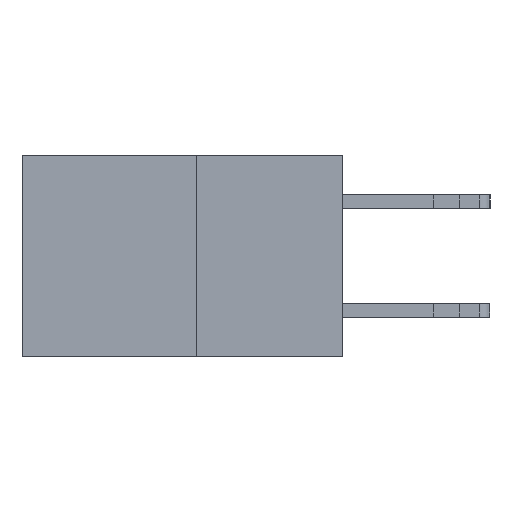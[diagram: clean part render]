
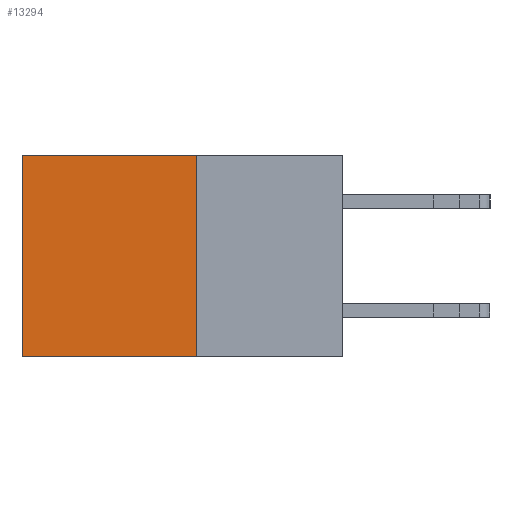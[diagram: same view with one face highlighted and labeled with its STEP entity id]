
A CAD part, left-side view. The second image highlights one B-rep face of the part: STEP entity #13294.
In plain terms, the highlighted planar face has unit normal (-1, 0, 0).
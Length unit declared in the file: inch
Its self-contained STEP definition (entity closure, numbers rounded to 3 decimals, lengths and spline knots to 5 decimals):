
#42 = LINE ( 'NONE', #4647, #2704 ) ;
#595 = VERTEX_POINT ( 'NONE', #7557 ) ;
#734 = VECTOR ( 'NONE', #10793, 39.37008 ) ;
#1314 = VERTEX_POINT ( 'NONE', #2265 ) ;
#1369 = FACE_OUTER_BOUND ( 'NONE', #13328, .T. ) ;
#1403 = PLANE ( 'NONE',  #9067 ) ;
#2265 = CARTESIAN_POINT ( 'NONE',  ( 0.277, 0.59, -0.37 ) ) ;
#2542 = DIRECTION ( 'NONE',  ( 1., 0., 0. ) ) ;
#2704 = VECTOR ( 'NONE', #11448, 39.37008 ) ;
#2816 = EDGE_CURVE ( 'NONE', #6982, #595, #13760, .T. ) ;
#4075 = LINE ( 'NONE', #7886, #12747 ) ;
#4154 = CARTESIAN_POINT ( 'NONE',  ( 0.277, 0.27, -0.37 ) ) ;
#4433 = CARTESIAN_POINT ( 'NONE',  ( 0.277, 0.27, 0. ) ) ;
#4647 = CARTESIAN_POINT ( 'NONE',  ( 0.277, 0.27, -0.37 ) ) ;
#6882 = ORIENTED_EDGE ( 'NONE', *, *, #10391, .F. ) ;
#6982 = VERTEX_POINT ( 'NONE', #10503 ) ;
#7557 = CARTESIAN_POINT ( 'NONE',  ( 0.277, 0.59, 0. ) ) ;
#7787 = VECTOR ( 'NONE', #12860, 39.37008 ) ;
#7886 = CARTESIAN_POINT ( 'NONE',  ( 0.277, 0.59, -0.37 ) ) ;
#8025 = EDGE_CURVE ( 'NONE', #595, #1314, #4075, .T. ) ;
#9067 = AXIS2_PLACEMENT_3D ( 'NONE', #9356, #2542, #10501 ) ;
#9153 = ORIENTED_EDGE ( 'NONE', *, *, #11175, .F. ) ;
#9356 = CARTESIAN_POINT ( 'NONE',  ( 0.277, 0.27, -0.37 ) ) ;
#9814 = LINE ( 'NONE', #11921, #734 ) ;
#10186 = DIRECTION ( 'NONE',  ( 0., 0., -1. ) ) ;
#10391 = EDGE_CURVE ( 'NONE', #13578, #1314, #42, .T. ) ;
#10501 = DIRECTION ( 'NONE',  ( 0., 0., -1. ) ) ;
#10503 = CARTESIAN_POINT ( 'NONE',  ( 0.277, 0.27, 0. ) ) ;
#10793 = DIRECTION ( 'NONE',  ( 0., 0., -1. ) ) ;
#10903 = ORIENTED_EDGE ( 'NONE', *, *, #8025, .T. ) ;
#11175 = EDGE_CURVE ( 'NONE', #6982, #13578, #9814, .T. ) ;
#11448 = DIRECTION ( 'NONE',  ( 0., 1., 0. ) ) ;
#11873 = ORIENTED_EDGE ( 'NONE', *, *, #2816, .T. ) ;
#11921 = CARTESIAN_POINT ( 'NONE',  ( 0.277, 0.27, -0.37 ) ) ;
#12747 = VECTOR ( 'NONE', #10186, 39.37008 ) ;
#12860 = DIRECTION ( 'NONE',  ( 0., 1., 0. ) ) ;
#13294 = ADVANCED_FACE ( 'NONE', ( #1369 ), #1403, .F. ) ;
#13328 = EDGE_LOOP ( 'NONE', ( #10903, #6882, #9153, #11873 ) ) ;
#13578 = VERTEX_POINT ( 'NONE', #4154 ) ;
#13760 = LINE ( 'NONE', #4433, #7787 ) ;
